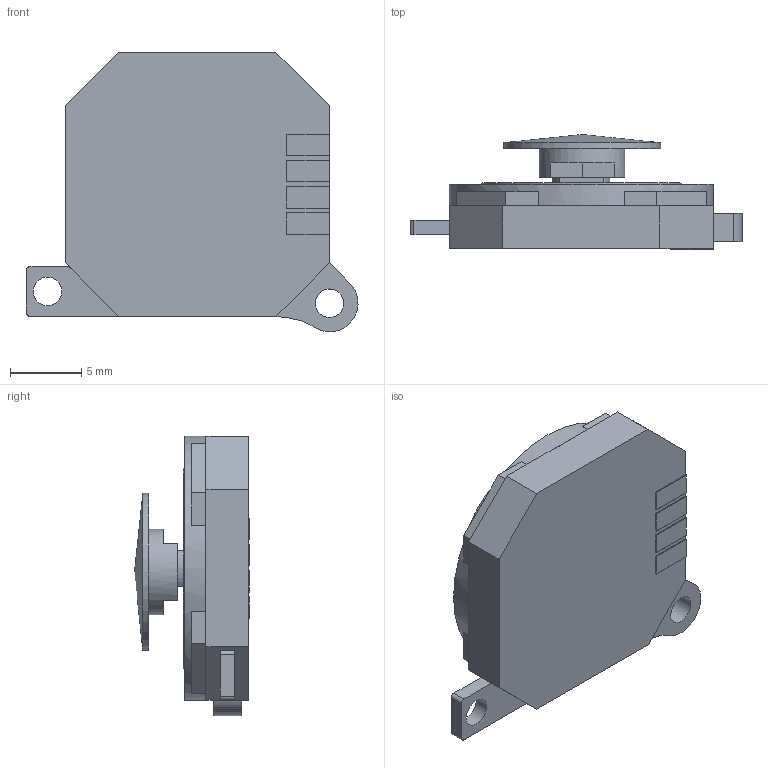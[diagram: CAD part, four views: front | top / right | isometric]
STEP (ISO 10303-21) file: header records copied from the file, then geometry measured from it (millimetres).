
FILE_DESCRIPTION(/* description */ (''),/* implementation_level */ '2;1');
FILE_NAME(/* name */ 'PspJoystick v5.step',/* time_stamp */ '2018-02-10T13:10:03+01:00',/* author */ ('icharly7B8TV'),/* organization */ (''),/* preprocessor_version */ 'ST-DEVELOPER v16.13',/* originating_system */ 'Autodesk Translation Framework v6.5.0.72',/* authorisation */ '');
FILE_SCHEMA (('AUTOMOTIVE_DESIGN { 1 0 10303 214 3 1 1 }'));
Length unit declared in the file: millimetre
Products named in the file (1): PspJoystick
Bounding box: 23.25 x 8.05 x 19.58 mm (x, y, z)
Volume: 1524.1 mm3; surface area: 1655.4 mm2
Topology: 7 solids, 7 shells, 96 faces, 236 edges, 156 vertices
Faces by surface type: plane 80, cylinder 13, bspline 2, cone 1
Full cylindrical faces by diameter (mm): 2 x2, 6 x1, 11 x1, 14 x1, 18.5 x1
Entity records: 2926 total; most frequent: CARTESIAN_POINT 558, ORIENTED_EDGE 470, DIRECTION 467, EDGE_CURVE 235, LINE 183, VECTOR 183, VERTEX_POINT 156, AXIS2_PLACEMENT_3D 142
